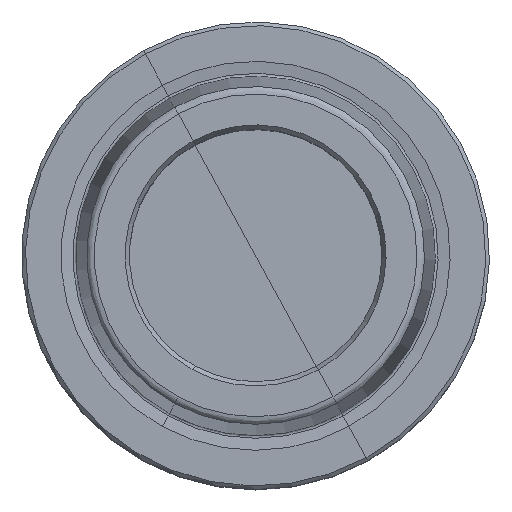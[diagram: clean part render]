
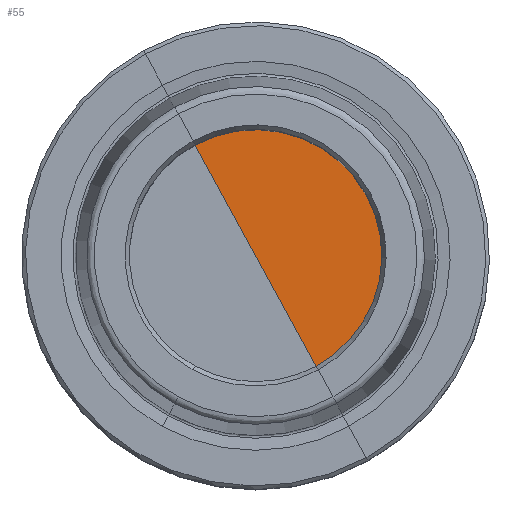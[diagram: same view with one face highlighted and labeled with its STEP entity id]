
A CAD part, top view. The second image highlights one B-rep face of the part: STEP entity #55.
In plain terms, the highlighted planar face has unit normal (0, 0, 1).
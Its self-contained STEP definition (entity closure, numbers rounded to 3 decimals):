
#35=AXIS2_PLACEMENT_3D('Plane Axis2P3D',#32,#33,#34) ;
#48=AXIS2_PLACEMENT_3D('Circle Axis2P3D',#46,#47,$) ;
#32=CARTESIAN_POINT('Axis2P3D Location',(0.,-15.75,-10.)) ;
#37=CARTESIAN_POINT('Line Origine',(0.,0.,-10.)) ;
#41=CARTESIAN_POINT('Vertex',(-8.15,14.919,-10.)) ;
#43=CARTESIAN_POINT('Vertex',(8.15,-14.919,-10.)) ;
#46=CARTESIAN_POINT('Axis2P3D Location',(0.,0.,-10.)) ;
#33=DIRECTION('Axis2P3D Direction',(0.,0.,-1.)) ;
#34=DIRECTION('Axis2P3D XDirection',(-1.,0.,0.)) ;
#38=DIRECTION('Vector Direction',(-0.479,0.878,0.)) ;
#47=DIRECTION('Axis2P3D Direction',(0.,0.,-1.)) ;
#39=VECTOR('Line Direction',#38,1.) ;
#52=ORIENTED_EDGE('',*,*,#45,.T.) ;
#53=ORIENTED_EDGE('',*,*,#50,.T.) ;
#55=ADVANCED_FACE('NOCUT',(#54),#36,.F.) ;
#49=CIRCLE('generated circle',#48,17.) ;
#45=EDGE_CURVE('',#42,#44,#40,.F.) ;
#50=EDGE_CURVE('',#44,#42,#49,.F.) ;
#51=EDGE_LOOP('',(#52,#53)) ;
#54=FACE_OUTER_BOUND('',#51,.T.) ;
#40=LINE('Line',#37,#39) ;
#36=PLANE('',#35) ;
#42=VERTEX_POINT('',#41) ;
#44=VERTEX_POINT('',#43) ;
